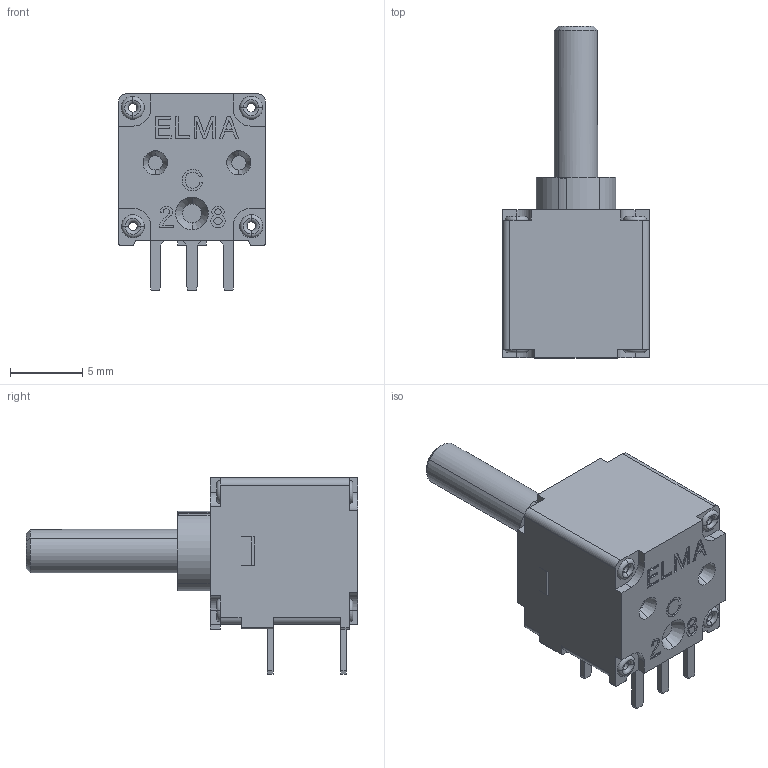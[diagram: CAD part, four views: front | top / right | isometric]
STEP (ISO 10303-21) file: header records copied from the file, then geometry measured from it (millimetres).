
FILE_DESCRIPTION(('OneSpaceDesigner STEP Export'),'2;1');
FILE_NAME('Dummy_07-1XXX.stp','2010-02-03T11:39:43',(''),(''),'OneSpace Designer STEP processor for AP214 (Solid Model)','OneSpace Designer 13.20A 18-Aug-2005 (C) CoCreate Software GmbH','');
FILE_SCHEMA(('AUTOMOTIVE_DESIGN { 1 0 10303 214 1 1 1 1 }'));
Length unit declared in the file: millimetre
Products named in the file (2): Dummy_07-1XXX
Assembly tree (1 placements, depth 2):
  Dummy_07-1XXX
    Dummy_07-1XXX
Bounding box: 10.16 x 23.01 x 13.6 mm (x, y, z)
Volume: 1155.4 mm3; surface area: 1051.6 mm2
Topology: 1 solids, 7 shells, 1096 faces, 3066 edges, 2016 vertices
Faces by surface type: plane 911, cylinder 89, torus 64, cone 32
Entity records: 34043 total; most frequent: CARTESIAN_POINT 6424, ORIENTED_EDGE 6132, DIRECTION 5072, EDGE_CURVE 3066, VECTOR 2666, LINE 2666, VERTEX_POINT 2016, AXIS2_PLACEMENT_3D 1203
